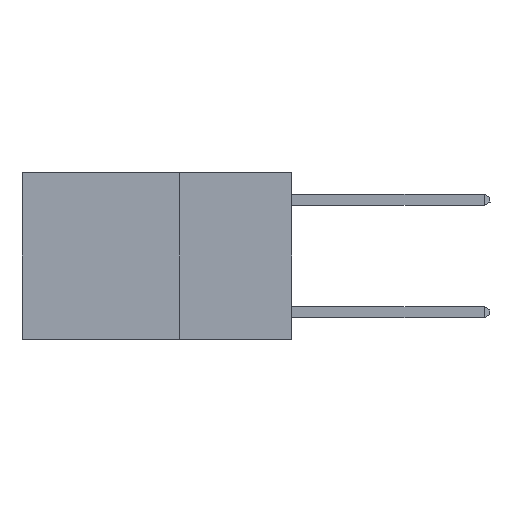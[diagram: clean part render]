
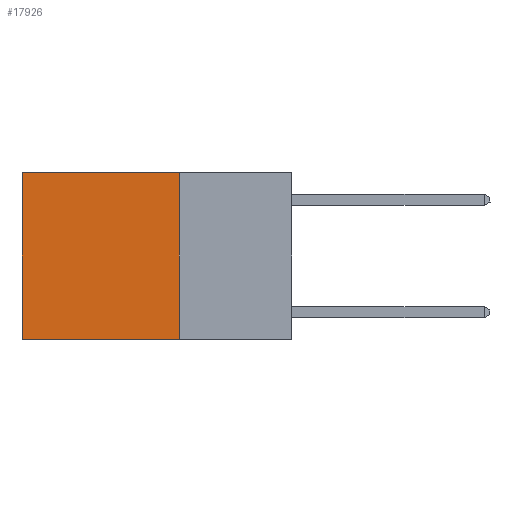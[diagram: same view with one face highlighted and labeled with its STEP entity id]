
A CAD part, left-side view. The second image highlights one B-rep face of the part: STEP entity #17926.
In plain terms, the highlighted planar face has unit normal (-1, 0, 0).
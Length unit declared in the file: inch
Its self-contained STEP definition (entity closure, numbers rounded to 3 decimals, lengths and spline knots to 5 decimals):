
#129 = AXIS2_PLACEMENT_3D ( 'NONE', #5437, #22507, #3292 ) ;
#2279 = VERTEX_POINT ( 'NONE', #17884 ) ;
#2339 = LINE ( 'NONE', #28267, #18377 ) ;
#3292 = DIRECTION ( 'NONE',  ( 0., 0., -1. ) ) ;
#5297 = LINE ( 'NONE', #21041, #8394 ) ;
#5437 = CARTESIAN_POINT ( 'NONE',  ( 0.2625, 0.25, 0. ) ) ;
#5650 = CARTESIAN_POINT ( 'NONE',  ( 0.2625, 0.25, -0.37 ) ) ;
#5967 = DIRECTION ( 'NONE',  ( 0., 1., 0. ) ) ;
#6058 = DIRECTION ( 'NONE',  ( 0., 0., -1. ) ) ;
#6570 = CARTESIAN_POINT ( 'NONE',  ( 0.2625, 0.25, 0. ) ) ;
#7462 = LINE ( 'NONE', #5650, #23444 ) ;
#8326 = ORIENTED_EDGE ( 'NONE', *, *, #12916, .T. ) ;
#8394 = VECTOR ( 'NONE', #6058, 39.37008 ) ;
#8667 = CARTESIAN_POINT ( 'NONE',  ( 0.2625, 0.6, -0.37 ) ) ;
#9145 = DIRECTION ( 'NONE',  ( 0., 0., -1. ) ) ;
#10287 = PLANE ( 'NONE',  #129 ) ;
#10430 = CARTESIAN_POINT ( 'NONE',  ( 0.2625, 0.25, 0. ) ) ;
#12916 = EDGE_CURVE ( 'NONE', #24715, #21917, #26676, .T. ) ;
#14721 = EDGE_CURVE ( 'NONE', #2279, #20470, #7462, .T. ) ;
#16391 = FACE_OUTER_BOUND ( 'NONE', #17563, .T. ) ;
#17563 = EDGE_LOOP ( 'NONE', ( #26476, #31421, #24203, #8326 ) ) ;
#17794 = CARTESIAN_POINT ( 'NONE',  ( 0.2625, 0.6, 0. ) ) ;
#17884 = CARTESIAN_POINT ( 'NONE',  ( 0.2625, 0.25, -0.37 ) ) ;
#17926 = ADVANCED_FACE ( 'NONE', ( #16391 ), #10287, .F. ) ;
#18377 = VECTOR ( 'NONE', #9145, 39.37008 ) ;
#20470 = VERTEX_POINT ( 'NONE', #8667 ) ;
#21041 = CARTESIAN_POINT ( 'NONE',  ( 0.2625, 0.25, 0. ) ) ;
#21207 = EDGE_CURVE ( 'NONE', #24715, #2279, #5297, .T. ) ;
#21917 = VERTEX_POINT ( 'NONE', #17794 ) ;
#22507 = DIRECTION ( 'NONE',  ( 1., 0., 0. ) ) ;
#23444 = VECTOR ( 'NONE', #5967, 39.37008 ) ;
#24203 = ORIENTED_EDGE ( 'NONE', *, *, #21207, .F. ) ;
#24715 = VERTEX_POINT ( 'NONE', #6570 ) ;
#25132 = DIRECTION ( 'NONE',  ( 0., 1., 0. ) ) ;
#26476 = ORIENTED_EDGE ( 'NONE', *, *, #31039, .T. ) ;
#26676 = LINE ( 'NONE', #10430, #31209 ) ;
#28267 = CARTESIAN_POINT ( 'NONE',  ( 0.2625, 0.6, 0. ) ) ;
#31039 = EDGE_CURVE ( 'NONE', #21917, #20470, #2339, .T. ) ;
#31209 = VECTOR ( 'NONE', #25132, 39.37008 ) ;
#31421 = ORIENTED_EDGE ( 'NONE', *, *, #14721, .F. ) ;
